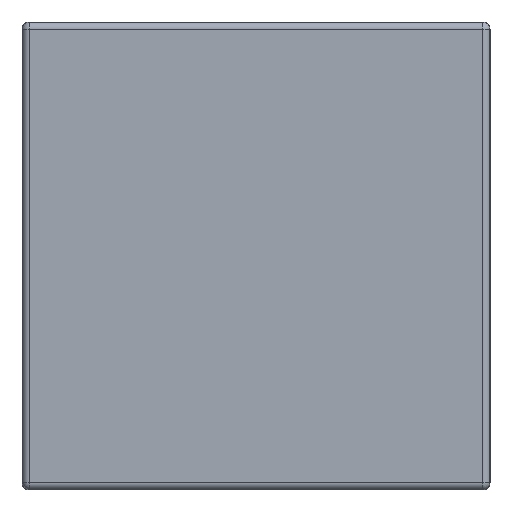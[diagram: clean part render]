
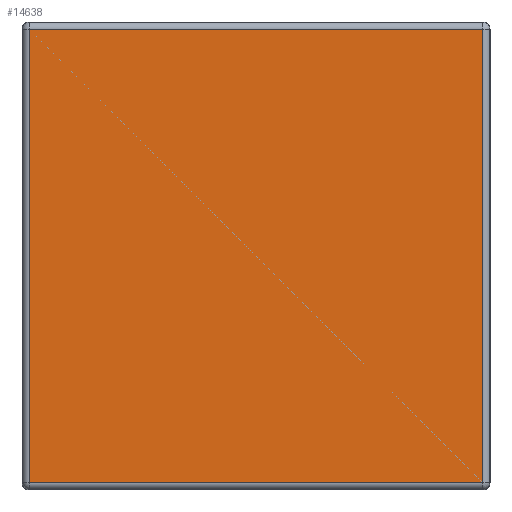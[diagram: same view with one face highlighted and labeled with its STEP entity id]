
A CAD part, left-side view. The second image highlights one B-rep face of the part: STEP entity #14638.
In plain terms, the highlighted planar face has unit normal (-1, 0, 0).
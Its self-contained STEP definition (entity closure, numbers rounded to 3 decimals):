
#4300=DIRECTION('',(0.,0.,-1.));
#4301=VECTOR('',#4300,1.21);
#4302=CARTESIAN_POINT('',(-1.,0.02,0.605));
#4303=LINE('',#4302,#4301);
#4307=DIRECTION('',(0.,1.,0.));
#4308=VECTOR('',#4307,1.21);
#4309=CARTESIAN_POINT('',(-1.,0.02,-0.605));
#4310=LINE('',#4309,#4308);
#4314=DIRECTION('',(0.,0.,1.));
#4315=VECTOR('',#4314,1.21);
#4316=CARTESIAN_POINT('',(-1.,1.23,-0.605));
#4317=LINE('',#4316,#4315);
#4321=DIRECTION('',(0.,-1.,0.));
#4322=VECTOR('',#4321,1.21);
#4323=CARTESIAN_POINT('',(-1.,1.23,0.605));
#4324=LINE('',#4323,#4322);
#8080=CARTESIAN_POINT('',(-1.,0.02,0.605));
#8081=CARTESIAN_POINT('',(-1.,0.02,-0.605));
#8082=VERTEX_POINT('',#8080);
#8083=VERTEX_POINT('',#8081);
#8088=CARTESIAN_POINT('',(-1.,1.23,-0.605));
#8089=VERTEX_POINT('',#8088);
#8094=CARTESIAN_POINT('',(-1.,1.23,0.605));
#8095=VERTEX_POINT('',#8094);
#14626=CARTESIAN_POINT('',(-1.,0.,-0.625));
#14627=DIRECTION('',(-1.,0.,0.));
#14628=DIRECTION('',(0.,0.,1.));
#14629=AXIS2_PLACEMENT_3D('',#14626,#14627,#14628);
#14630=PLANE('',#14629);
#14632=ORIENTED_EDGE('',*,*,#14631,.T.);
#14633=ORIENTED_EDGE('',*,*,#13589,.T.);
#14634=ORIENTED_EDGE('',*,*,#14608,.T.);
#14635=ORIENTED_EDGE('',*,*,#12423,.T.);
#14636=EDGE_LOOP('',(#14632,#14633,#14634,#14635));
#14637=FACE_OUTER_BOUND('',#14636,.F.);
#14638=ADVANCED_FACE('',(#14637),#14630,.T.);
#12423=EDGE_CURVE('',#8095,#8082,#4324,.T.);
#13589=EDGE_CURVE('',#8083,#8089,#4310,.T.);
#14608=EDGE_CURVE('',#8089,#8095,#4317,.T.);
#14631=EDGE_CURVE('',#8082,#8083,#4303,.T.);
